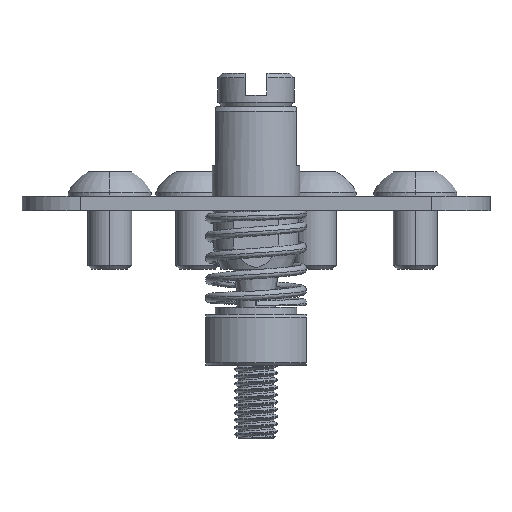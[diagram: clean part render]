
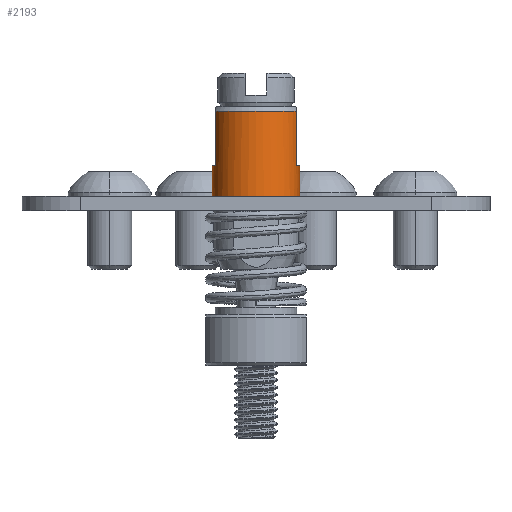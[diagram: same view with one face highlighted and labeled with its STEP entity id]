
A CAD part, front view. The second image highlights one B-rep face of the part: STEP entity #2193.
In plain terms, the highlighted cylindrical face has radius 3 mm (diameter 6 mm), a partial arc.
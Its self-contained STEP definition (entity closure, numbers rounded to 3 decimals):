
#200 = CARTESIAN_POINT ( 'NONE',  ( 3., -14., 0. ) ) ;
#252 = DIRECTION ( 'NONE',  ( 0., 0., 1. ) ) ;
#738 = AXIS2_PLACEMENT_3D ( 'NONE', #7581, #18939, #12590 ) ;
#1060 = CARTESIAN_POINT ( 'NONE',  ( 3., -14., 2.1 ) ) ;
#1311 = AXIS2_PLACEMENT_3D ( 'NONE', #27101, #6881, #15450 ) ;
#1461 = AXIS2_PLACEMENT_3D ( 'NONE', #4962, #252, #11332 ) ;
#1701 = VERTEX_POINT ( 'NONE', #1060 ) ;
#2193 = ADVANCED_FACE ( 'NONE', ( #18443 ), #24822, .T. ) ;
#2358 = DIRECTION ( 'NONE',  ( 0., 0., -1. ) ) ;
#2555 = AXIS2_PLACEMENT_3D ( 'NONE', #11252, #2358, #11386 ) ;
#3299 = ORIENTED_EDGE ( 'NONE', *, *, #8407, .F. ) ;
#4108 = LINE ( 'NONE', #17395, #16115 ) ;
#4176 = EDGE_CURVE ( 'NONE', #25408, #16836, #25816, .T. ) ;
#4269 = CARTESIAN_POINT ( 'NONE',  ( 2.75, -15.199, 2.1 ) ) ;
#4451 = EDGE_LOOP ( 'NONE', ( #25521, #16086, #21538, #18678, #3299, #21525, #28474, #5008 ) ) ;
#4599 = CARTESIAN_POINT ( 'NONE',  ( -3., -14., 0. ) ) ;
#4760 = CIRCLE ( 'NONE', #1461, 3. ) ;
#4962 = CARTESIAN_POINT ( 'NONE',  ( 0., -14., 2.1 ) ) ;
#5008 = ORIENTED_EDGE ( 'NONE', *, *, #16893, .F. ) ;
#5139 = CARTESIAN_POINT ( 'NONE',  ( -2.75, -15.199, 0. ) ) ;
#5434 = CIRCLE ( 'NONE', #738, 3. ) ;
#6322 = CARTESIAN_POINT ( 'NONE',  ( 0., -14., 0. ) ) ;
#6472 = DIRECTION ( 'NONE',  ( 0., 0., -1. ) ) ;
#6881 = DIRECTION ( 'NONE',  ( 0., 0., -1. ) ) ;
#7581 = CARTESIAN_POINT ( 'NONE',  ( 0., -14., 2.1 ) ) ;
#7931 = VECTOR ( 'NONE', #11705, 1000. ) ;
#8407 = EDGE_CURVE ( 'NONE', #20006, #16836, #14283, .T. ) ;
#8437 = DIRECTION ( 'NONE',  ( -1., 0., 0. ) ) ;
#10652 = VERTEX_POINT ( 'NONE', #16011 ) ;
#10773 = DIRECTION ( 'NONE',  ( 0., 0., -1. ) ) ;
#11252 = CARTESIAN_POINT ( 'NONE',  ( 0., -14., 0. ) ) ;
#11332 = DIRECTION ( 'NONE',  ( 0., -1., 0. ) ) ;
#11386 = DIRECTION ( 'NONE',  ( -1., 0., 0. ) ) ;
#11476 = EDGE_CURVE ( 'NONE', #27585, #1701, #5434, .T. ) ;
#11562 = LINE ( 'NONE', #200, #7931 ) ;
#11705 = DIRECTION ( 'NONE',  ( 0., 0., -1. ) ) ;
#11715 = VECTOR ( 'NONE', #27325, 1000. ) ;
#12590 = DIRECTION ( 'NONE',  ( 0., -1., 0. ) ) ;
#12868 = AXIS2_PLACEMENT_3D ( 'NONE', #6322, #6472, #8437 ) ;
#13985 = VECTOR ( 'NONE', #16487, 1000. ) ;
#14283 = LINE ( 'NONE', #5139, #13985 ) ;
#15450 = DIRECTION ( 'NONE',  ( 1., 0., 0. ) ) ;
#16011 = CARTESIAN_POINT ( 'NONE',  ( 3., -14., 0. ) ) ;
#16086 = ORIENTED_EDGE ( 'NONE', *, *, #11476, .F. ) ;
#16115 = VECTOR ( 'NONE', #10773, 1000. ) ;
#16487 = DIRECTION ( 'NONE',  ( 0., 0., 1. ) ) ;
#16836 = VERTEX_POINT ( 'NONE', #21843 ) ;
#16893 = EDGE_CURVE ( 'NONE', #10652, #21054, #17537, .T. ) ;
#16987 = EDGE_CURVE ( 'NONE', #25408, #27585, #4108, .T. ) ;
#17395 = CARTESIAN_POINT ( 'NONE',  ( 2.75, -15.199, 0. ) ) ;
#17537 = CIRCLE ( 'NONE', #12868, 3. ) ;
#17553 = VERTEX_POINT ( 'NONE', #26934 ) ;
#18443 = FACE_OUTER_BOUND ( 'NONE', #4451, .T. ) ;
#18678 = ORIENTED_EDGE ( 'NONE', *, *, #4176, .T. ) ;
#18939 = DIRECTION ( 'NONE',  ( 0., 0., 1. ) ) ;
#20006 = VERTEX_POINT ( 'NONE', #22213 ) ;
#21054 = VERTEX_POINT ( 'NONE', #21550 ) ;
#21525 = ORIENTED_EDGE ( 'NONE', *, *, #27087, .F. ) ;
#21538 = ORIENTED_EDGE ( 'NONE', *, *, #16987, .F. ) ;
#21550 = CARTESIAN_POINT ( 'NONE',  ( -3., -14., 0. ) ) ;
#21843 = CARTESIAN_POINT ( 'NONE',  ( -2.75, -15.199, 5.8 ) ) ;
#21883 = EDGE_CURVE ( 'NONE', #1701, #10652, #11562, .T. ) ;
#22213 = CARTESIAN_POINT ( 'NONE',  ( -2.75, -15.199, 2.1 ) ) ;
#22508 = CARTESIAN_POINT ( 'NONE',  ( 2.75, -15.199, 5.8 ) ) ;
#22751 = EDGE_CURVE ( 'NONE', #17553, #21054, #27181, .T. ) ;
#24822 = CYLINDRICAL_SURFACE ( 'NONE', #2555, 3. ) ;
#25408 = VERTEX_POINT ( 'NONE', #22508 ) ;
#25521 = ORIENTED_EDGE ( 'NONE', *, *, #21883, .F. ) ;
#25816 = CIRCLE ( 'NONE', #1311, 3. ) ;
#26934 = CARTESIAN_POINT ( 'NONE',  ( -3., -14., 2.1 ) ) ;
#27087 = EDGE_CURVE ( 'NONE', #17553, #20006, #4760, .T. ) ;
#27101 = CARTESIAN_POINT ( 'NONE',  ( 0., -14., 5.8 ) ) ;
#27181 = LINE ( 'NONE', #4599, #11715 ) ;
#27325 = DIRECTION ( 'NONE',  ( 0., 0., -1. ) ) ;
#27585 = VERTEX_POINT ( 'NONE', #4269 ) ;
#28474 = ORIENTED_EDGE ( 'NONE', *, *, #22751, .T. ) ;
